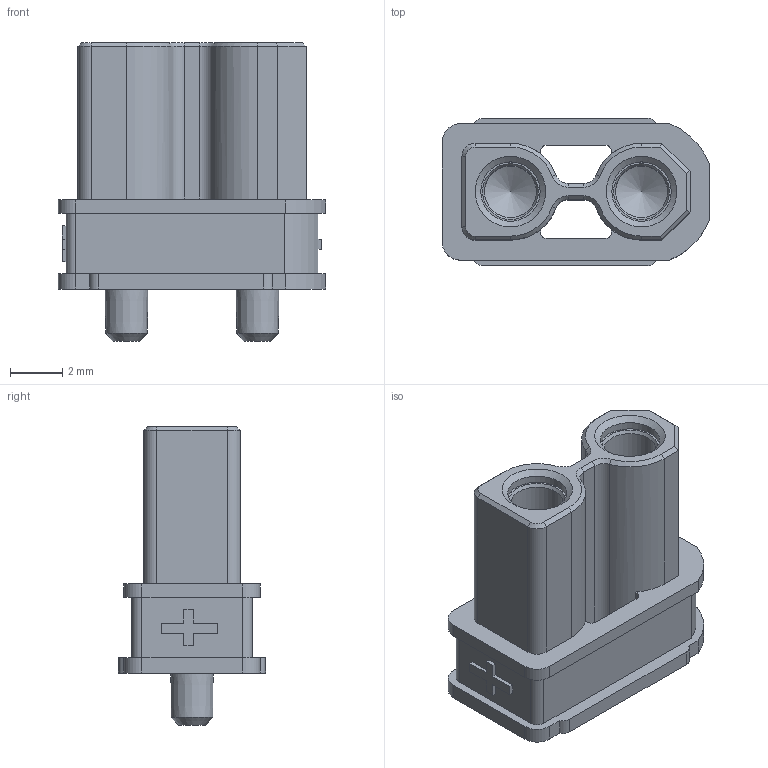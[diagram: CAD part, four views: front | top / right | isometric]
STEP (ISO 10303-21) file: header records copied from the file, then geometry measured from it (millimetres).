
FILE_DESCRIPTION(/* description */ ('Unknown'),/* implementation_level */ '2;1');
FILE_NAME(/* name */ 'XT30UPB-F',/* time_stamp */ '2023-09-19T12:04:28+02:00',/* author */ ('Unknown'),/* organization */ ('Unknown'),/* preprocessor_version */ 'ST-DEVELOPER v18.102',/* originating_system */ 'Solid Edge',/* authorisation */ 'Unknown');
FILE_SCHEMA (('AUTOMOTIVE_DESIGN {1 0 10303 214 3 1 1}'));
Length unit declared in the file: millimetre
Products named in the file (1): XT30UPB-F
Bounding box: 10.2 x 5.61 x 11.4 mm (x, y, z)
Volume: 225.9 mm3; surface area: 540 mm2
Topology: 1 solids, 1 shells, 136 faces, 350 edges, 226 vertices
Faces by surface type: plane 76, cylinder 40, cone 20
Full cylindrical faces by diameter (mm): 1.974 x2, 2.266 x2, 2.548 x2
Entity records: 4962 total; most frequent: DIRECTION 704, CARTESIAN_POINT 683, ORIENTED_EDGE 652, EDGE_CURVE 326, AXIS2_PLACEMENT_3D 241, LINE 222, VECTOR 222, VERTEX_POINT 220
